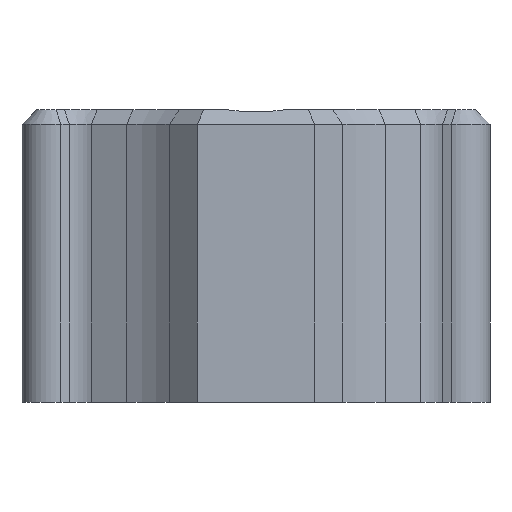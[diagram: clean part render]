
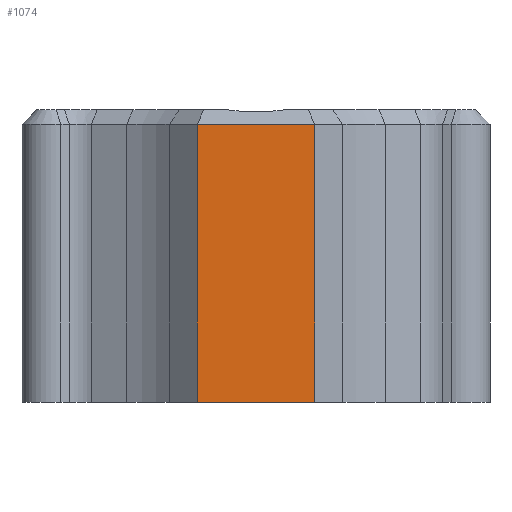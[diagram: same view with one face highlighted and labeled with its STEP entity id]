
A CAD part, front view. The second image highlights one B-rep face of the part: STEP entity #1074.
In plain terms, the highlighted planar face has unit normal (0, -1, 0).
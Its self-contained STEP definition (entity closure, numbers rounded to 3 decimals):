
#145=FACE_OUTER_BOUND('',#207,.T.);
#207=EDGE_LOOP('',(#940,#941,#942,#943));
#249=LINE('',#1625,#358);
#295=LINE('',#1752,#404);
#317=LINE('',#1820,#426);
#318=LINE('',#1821,#427);
#358=VECTOR('',#1291,10.);
#404=VECTOR('',#1425,10.);
#426=VECTOR('',#1505,10.);
#427=VECTOR('',#1506,10.);
#438=VERTEX_POINT('',#1538);
#467=VERTEX_POINT('',#1623);
#504=VERTEX_POINT('',#1751);
#521=VERTEX_POINT('',#1819);
#573=EDGE_CURVE('',#467,#438,#249,.T.);
#637=EDGE_CURVE('',#504,#438,#295,.T.);
#671=EDGE_CURVE('',#467,#521,#317,.T.);
#672=EDGE_CURVE('',#504,#521,#318,.T.);
#940=ORIENTED_EDGE('',*,*,#573,.F.);
#941=ORIENTED_EDGE('',*,*,#671,.T.);
#942=ORIENTED_EDGE('',*,*,#672,.F.);
#943=ORIENTED_EDGE('',*,*,#637,.T.);
#1012=PLANE('',#1192);
#1074=ADVANCED_FACE('',(#145),#1012,.T.);
#1192=AXIS2_PLACEMENT_3D('',#1818,#1503,#1504);
#1291=DIRECTION('',(1.,0.,0.));
#1425=DIRECTION('',(0.,0.,1.));
#1503=DIRECTION('center_axis',(0.,-1.,0.));
#1504=DIRECTION('ref_axis',(1.,0.,0.));
#1505=DIRECTION('',(0.,0.,-1.));
#1506=DIRECTION('',(-1.,0.,0.));
#1538=CARTESIAN_POINT('',(2.,-3.5,9.5));
#1623=CARTESIAN_POINT('',(-2.,-3.5,9.5));
#1625=CARTESIAN_POINT('',(-4.,-3.5,9.5));
#1751=CARTESIAN_POINT('',(2.,-3.5,0.));
#1752=CARTESIAN_POINT('',(2.,-3.5,5.));
#1818=CARTESIAN_POINT('Origin',(-8.,-3.5,0.));
#1819=CARTESIAN_POINT('',(-2.,-3.5,0.));
#1820=CARTESIAN_POINT('',(-2.,-3.5,5.));
#1821=CARTESIAN_POINT('',(8.,-3.5,0.));
